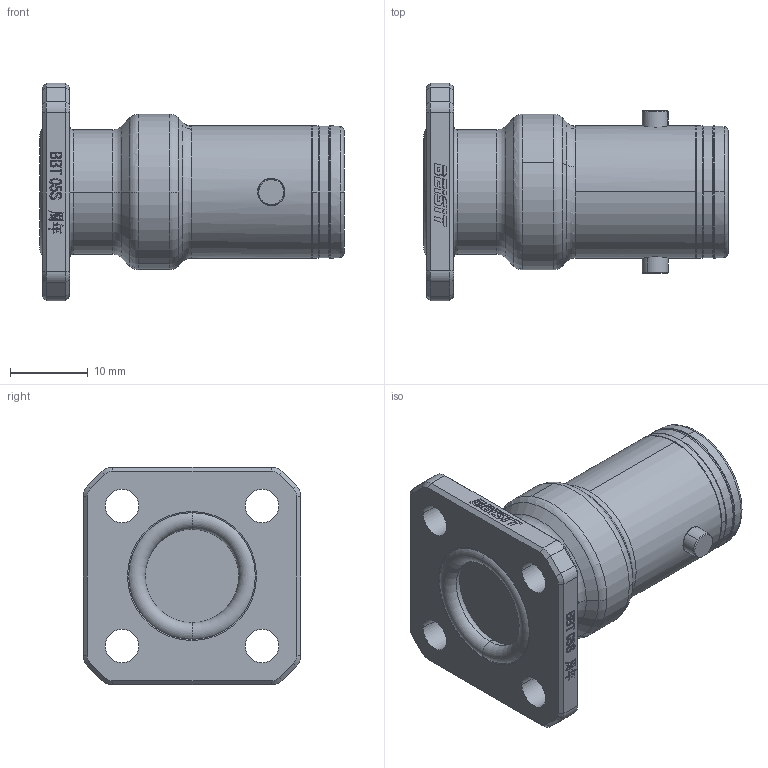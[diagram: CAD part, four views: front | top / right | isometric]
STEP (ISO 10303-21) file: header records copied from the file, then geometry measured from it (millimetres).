
FILE_DESCRIPTION (( 'STEP AP214' ), '1' );
FILE_NAME ('BBT 05S F1818-FV-RD.STEP', '2025-01-20T07:10:13', ( 'Windows 蚚誧' ), ( '' ), 'SwSTEP 2.0', 'SolidWorks 2023', '' );
FILE_SCHEMA (( 'AUTOMOTIVE_DESIGN' ));
Length unit declared in the file: millimetre
Products named in the file (1): BBT 05S F1818-FV-RD
Bounding box: 39.13 x 28 x 28 mm (x, y, z)
Volume: 10691.2 mm3; surface area: 4116.2 mm2
Topology: 1 solids, 2 shells, 367 faces, 924 edges, 596 vertices
Faces by surface type: plane 187, bspline 88, cylinder 40, torus 26, cone 24, sphere 2
Entity records: 17426 total; most frequent: CARTESIAN_POINT 5426, ORIENTED_EDGE 1844, DIRECTION 1262, EDGE_CURVE 922, VERTEX_POINT 596, AXIS2_PLACEMENT_3D 436, EDGE_LOOP 414, LINE 390
